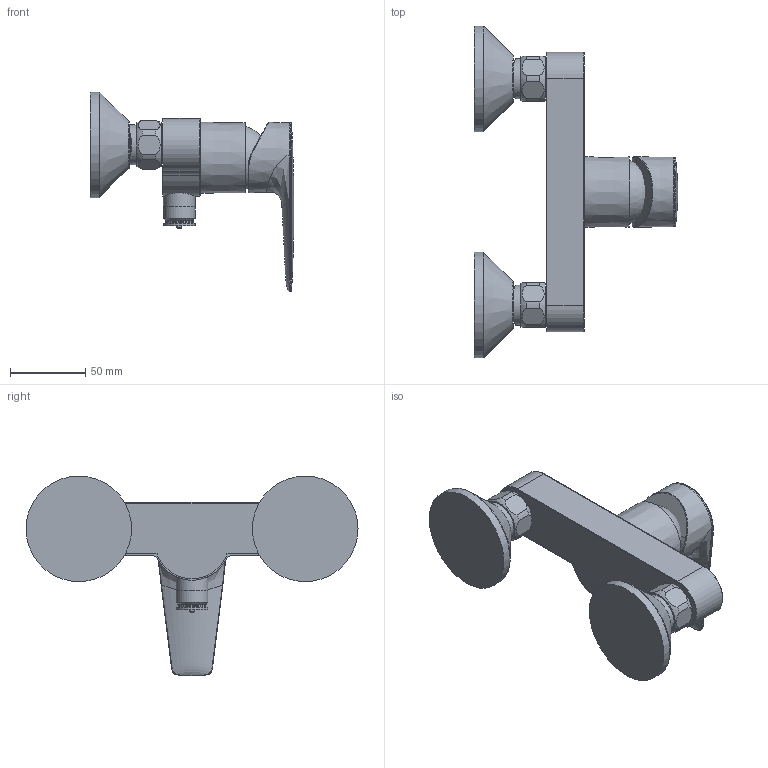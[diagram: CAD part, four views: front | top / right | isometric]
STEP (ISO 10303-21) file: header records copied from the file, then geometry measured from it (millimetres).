
FILE_DESCRIPTION(/* description */ ('Unknown'),/* implementation_level */ '2;1');
FILE_NAME(/* name */ '23635001',/* time_stamp */ '2022-09-07T14:22:33+02:00',/* author */ ('Unknown'),/* organization */ ('GROHE AG'),/* preprocessor_version */ 'ST-DEVELOPER v16.7',/* originating_system */ 'DEX',/* authorisation */ $);
FILE_SCHEMA (('AUTOMOTIVE_DESIGN {1 0 10303 214 3 1 1}'));
Products named in the file (17): 23635001; 23635001_0; 23635001_1; 23635001_2; 23635001_3; 23635001_4; 23635001_5; 23635001_6; 23635001_7; A4295195 OHM Shower Mixer Exposed BRASS 20180814; NONE; 23635001_8; 23635001_9; 23635001_10; 23635001_11; NONE_0
Assembly tree (16 placements, depth 2):
  23635001
    23635001
    23635001_0
    23635001_1
    23635001_2
    23635001_3
    23635001_4
    23635001_5
    23635001_6
    23635001_7
    A4295195 OHM Shower Mixer Exposed BRASS 20180814
    NONE
    23635001_8
    23635001_9
    23635001_10
    23635001_11
    NONE_0
Bounding box: 134.92 x 220 x 132.5 mm (x, y, z)
Volume: 375522.9 mm3; surface area: 127889 mm2
Topology: 15 solids, 19 shells, 1022 faces, 2577 edges, 1648 vertices
Faces by surface type: plane 455, cylinder 207, bspline 204, torus 80, cone 69, sphere 7
Full cylindrical faces by diameter (mm): 0.29 x6, 2.98 x1, 4 x1, 8.7 x2, 8.75 x1, 9.07 x1, 9.22 x1, 10 x2, 10.5 x1, 11.4 x2, 11.5 x2, 12 x1, 12.85 x1, 12.9 x1, 14.5 x2, 15 x2, 15.7 x2, 16 x2, 18 x2, 18.4 x1, 18.5 x2, 20.955 x1, 21 x4, 21.5 x2, 23 x2, 24 x2, 24.117 x2, 26.44 x2, 26.5 x2, 27 x2
Entity records: 53595 total; most frequent: CARTESIAN_POINT 24850, ORIENTED_EDGE 4742, DIRECTION 4167, EDGE_CURVE 2372, VERTEX_POINT 1611, AXIS2_PLACEMENT_3D 1518, EDGE_LOOP 1271, FACE_BOUND 1271
